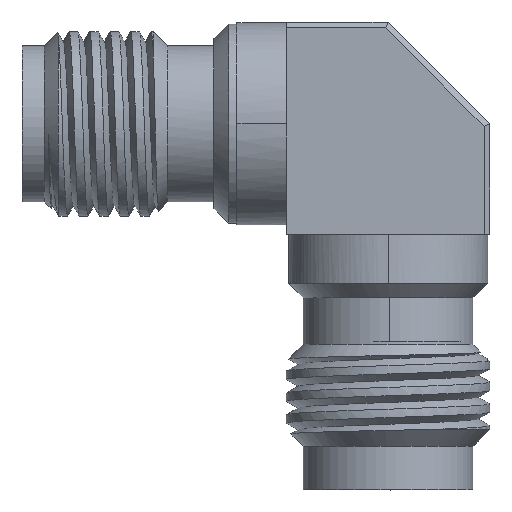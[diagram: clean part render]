
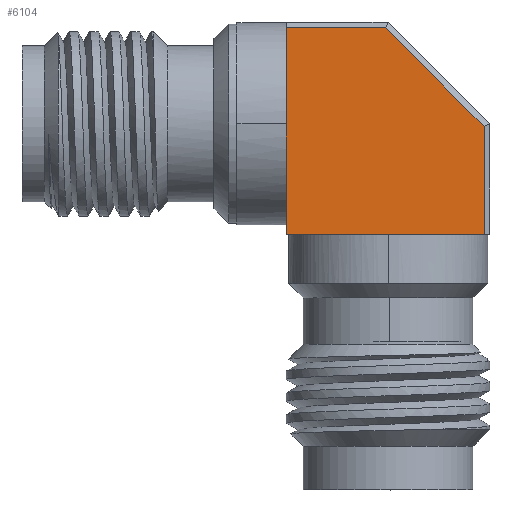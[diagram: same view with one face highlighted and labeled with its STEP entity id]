
A CAD part, top view. The second image highlights one B-rep face of the part: STEP entity #6104.
In plain terms, the highlighted planar face has unit normal (0, 0, 1).
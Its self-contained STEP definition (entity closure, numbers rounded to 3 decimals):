
#41 = DIRECTION ( 'NONE',  ( 0., 0., -1. ) ) ;
#129 = VERTEX_POINT ( 'NONE', #3408 ) ;
#258 = CARTESIAN_POINT ( 'NONE',  ( 10.48, 0.138, 8.711 ) ) ;
#285 = CARTESIAN_POINT ( 'NONE',  ( 5.946, 0.138, 8.711 ) ) ;
#450 = B_SPLINE_CURVE_WITH_KNOTS ( 'NONE', 3,
 ( #2025, #6483, #4285, #1478 ),
 .UNSPECIFIED., .F., .F.,
 ( 4, 4 ),
 ( 0., 1. ),
 .UNSPECIFIED. ) ;
#609 = EDGE_CURVE ( 'NONE', #7194, #129, #450, .T. ) ;
#727 = PLANE ( 'NONE',  #7260 ) ;
#913 = CARTESIAN_POINT ( 'NONE',  ( 8.224, 7.238, 8.711 ) ) ;
#946 = ORIENTED_EDGE ( 'NONE', *, *, #2980, .F. ) ;
#1132 = B_SPLINE_CURVE_WITH_KNOTS ( 'NONE', 3,
 ( #6997, #4758, #1317, #285 ),
 .UNSPECIFIED., .F., .F.,
 ( 4, 4 ),
 ( 0., 1. ),
 .UNSPECIFIED. ) ;
#1296 = CARTESIAN_POINT ( 'NONE',  ( 12.746, 0.138, 8.711 ) ) ;
#1317 = CARTESIAN_POINT ( 'NONE',  ( 5.946, 2.505, 8.711 ) ) ;
#1435 = CARTESIAN_POINT ( 'NONE',  ( 12.746, 0.138, 8.711 ) ) ;
#1478 = CARTESIAN_POINT ( 'NONE',  ( 12.746, 3.855, 8.711 ) ) ;
#1595 = CARTESIAN_POINT ( 'NONE',  ( 12.746, 0.138, 8.711 ) ) ;
#1629 = CARTESIAN_POINT ( 'NONE',  ( 12.746, 2.616, 8.711 ) ) ;
#1821 = B_SPLINE_CURVE_WITH_KNOTS ( 'NONE', 3,
 ( #1296, #258, #5254, #4247 ),
 .UNSPECIFIED., .F., .F.,
 ( 4, 4 ),
 ( 0., 1. ),
 .UNSPECIFIED. ) ;
#2025 = CARTESIAN_POINT ( 'NONE',  ( 9.363, 7.238, 8.711 ) ) ;
#2158 = CARTESIAN_POINT ( 'NONE',  ( 9.363, 7.238, 8.711 ) ) ;
#2315 = CARTESIAN_POINT ( 'NONE',  ( 9.446, -8.652, 8.711 ) ) ;
#2383 = DIRECTION ( 'NONE',  ( 0., -1., 0. ) ) ;
#2786 = VERTEX_POINT ( 'NONE', #5835 ) ;
#2980 = EDGE_CURVE ( 'NONE', #2786, #7194, #7041, .T. ) ;
#3035 = EDGE_CURVE ( 'NONE', #2786, #5196, #1132, .T. ) ;
#3408 = CARTESIAN_POINT ( 'NONE',  ( 12.746, 3.855, 8.711 ) ) ;
#3628 = EDGE_CURVE ( 'NONE', #129, #4187, #4104, .T. ) ;
#3736 = EDGE_LOOP ( 'NONE', ( #3975, #946, #3997, #6290, #5510 ) ) ;
#3975 = ORIENTED_EDGE ( 'NONE', *, *, #609, .F. ) ;
#3997 = ORIENTED_EDGE ( 'NONE', *, *, #3035, .T. ) ;
#4104 = B_SPLINE_CURVE_WITH_KNOTS ( 'NONE', 3,
 ( #4525, #1629, #4448, #1595 ),
 .UNSPECIFIED., .F., .F.,
 ( 4, 4 ),
 ( 0., 1. ),
 .UNSPECIFIED. ) ;
#4187 = VERTEX_POINT ( 'NONE', #1435 ) ;
#4247 = CARTESIAN_POINT ( 'NONE',  ( 5.946, 0.138, 8.711 ) ) ;
#4265 = EDGE_CURVE ( 'NONE', #4187, #5196, #1821, .T. ) ;
#4274 = CARTESIAN_POINT ( 'NONE',  ( 9.363, 7.238, 8.711 ) ) ;
#4285 = CARTESIAN_POINT ( 'NONE',  ( 11.619, 4.983, 8.711 ) ) ;
#4448 = CARTESIAN_POINT ( 'NONE',  ( 12.746, 1.377, 8.711 ) ) ;
#4525 = CARTESIAN_POINT ( 'NONE',  ( 12.746, 3.855, 8.711 ) ) ;
#4723 = CARTESIAN_POINT ( 'NONE',  ( 7.085, 7.238, 8.711 ) ) ;
#4758 = CARTESIAN_POINT ( 'NONE',  ( 5.946, 4.871, 8.711 ) ) ;
#5112 = FACE_OUTER_BOUND ( 'NONE', #3736, .T. ) ;
#5196 = VERTEX_POINT ( 'NONE', #6718 ) ;
#5254 = CARTESIAN_POINT ( 'NONE',  ( 8.213, 0.138, 8.711 ) ) ;
#5510 = ORIENTED_EDGE ( 'NONE', *, *, #3628, .F. ) ;
#5835 = CARTESIAN_POINT ( 'NONE',  ( 5.946, 7.238, 8.711 ) ) ;
#6104 = ADVANCED_FACE ( 'NONE', ( #5112 ), #727, .F. ) ;
#6290 = ORIENTED_EDGE ( 'NONE', *, *, #4265, .F. ) ;
#6435 = CARTESIAN_POINT ( 'NONE',  ( 5.946, 7.238, 8.711 ) ) ;
#6483 = CARTESIAN_POINT ( 'NONE',  ( 10.491, 6.11, 8.711 ) ) ;
#6718 = CARTESIAN_POINT ( 'NONE',  ( 5.946, 0.138, 8.711 ) ) ;
#6997 = CARTESIAN_POINT ( 'NONE',  ( 5.946, 7.238, 8.711 ) ) ;
#7041 = B_SPLINE_CURVE_WITH_KNOTS ( 'NONE', 3,
 ( #6435, #4723, #913, #4274 ),
 .UNSPECIFIED., .F., .F.,
 ( 4, 4 ),
 ( 0., 1. ),
 .UNSPECIFIED. ) ;
#7194 = VERTEX_POINT ( 'NONE', #2158 ) ;
#7260 = AXIS2_PLACEMENT_3D ( 'NONE', #2315, #41, #2383 ) ;
